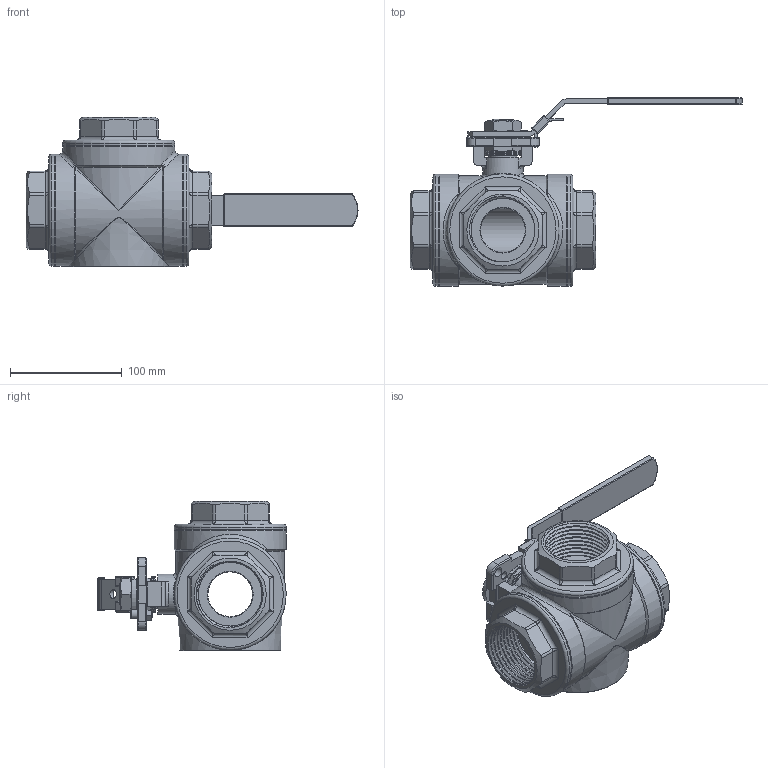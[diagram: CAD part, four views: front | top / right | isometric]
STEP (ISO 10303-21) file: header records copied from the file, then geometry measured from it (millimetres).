
FILE_DESCRIPTION(/* description */ ('Unknown'),/* implementation_level */ '2;1');
FILE_NAME(/* name */ '9334_9335-09',/* time_stamp */ '2020-10-20T09:05:34+02:00',/* author */ ('Unknown'),/* organization */ ('Unknown'),/* preprocessor_version */ 'ST-DEVELOPER v16.7',/* originating_system */ 'Solid Edge',/* authorisation */ 'Unknown');
FILE_SCHEMA (('AUTOMOTIVE_DESIGN {1 0 10303 214 3 1 1}'));
Products named in the file (1): 8.303_308.050
Bounding box: 296.59 x 168.23 x 133.5 mm (x, y, z)
Volume: 1065101 mm3; surface area: 154405.4 mm2
Topology: 1 solids, 2 shells, 913 faces, 2603 edges, 1666 vertices
Faces by surface type: plane 392, cylinder 231, bspline 209, torus 45, cone 22, sphere 14
Full cylindrical faces by diameter (mm): 6.4 x2, 7 x4, 8 x2, 8.32 x1, 9 x4, 17 x1, 25 x1, 28 x1, 32 x2, 36 x1, 40 x3, 76 x1, 100 x6
Entity records: 59392 total; most frequent: CARTESIAN_POINT 38319, ORIENTED_EDGE 4952, DIRECTION 3397, EDGE_CURVE 2476, VERTEX_POINT 1642, LINE 1277, VECTOR 1277, EDGE_LOOP 1064
